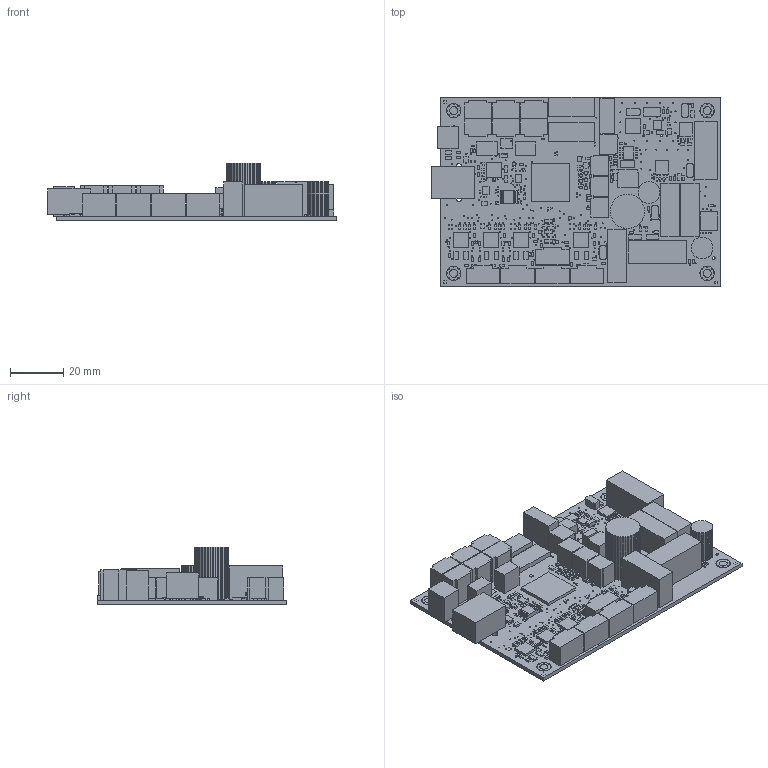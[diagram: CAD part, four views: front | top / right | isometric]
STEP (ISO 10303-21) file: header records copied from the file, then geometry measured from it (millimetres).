
FILE_DESCRIPTION(/* description */ (''),/* implementation_level */ '2;1');
FILE_NAME(/* name */ 'Mini-Rambo.stp',/* time_stamp */ '2018-02-01T16:35:47+00:00',/* author */ ('autocad'),/* organization */ (''),/* preprocessor_version */ 'ST-DEVELOPER v17',/* originating_system */ 'Autodesk Inventor 2018',/* authorisation */ '');
FILE_SCHEMA (('AUTOMOTIVE_DESIGN { 1 0 10303 214 3 1 1 }'));
Length unit declared in the file: centimetre
Products named in the file (68): Mini-Rambo; Mini-Rambo_Outline; NP; Header 5X2; 5x2 IDCw; LM25011MY/NOPB; 200K; XAL5050-153MED; 1uF; 4.7uF; OSHW_LOGO_8MILX0150-NT; BLM41PG600SN1L; 10K; 3557-2; 0395311004; 4.7nF; SMAJ30A; 470uF; CBC2012T100M; 1N4148WT; SZMM3Z4V7T1G; 1M; ADUM7441; SK310A-TP; NCV8402AD; FIDUCIAL; A4982; S3A-13-F; M02PTH; 10uF; 22r; 100uF; 10K_1; 100K; 10r; 1.8K; 5988110107F; 1K; 4.7K; C-GRID-02-70543 ...
Assembly tree (293 placements, depth 2):
  Mini-Rambo
    Mini-Rambo_Outline
    NP  x6
    Header 5X2  x2
    5x2 IDCw
    TestPoint  x73
    LM25011MY/NOPB
    10K_1  x6
    200K
    XAL5050-153MED
    SK310A-TP  x3
    4.7nF  x2
    10uF  x2
    100nF  x25
    1uF
    4.7uF
    OSHW_LOGO_8MILX0150-NT
    3557-2  x3
    BLM41PG600SN1L  x2
    100K  x8
    10r  x4
    1.8K  x4
    5988110107F  x4
    C-GRID-02-70543  x5
    C-GRID-03-70543  x6
    4.7K  x6
    1N4148WT  x8
    100nF_1  x17
    1uF_1  x7
    10K  x3
    0395311004
    SMAJ30A  x2
    470uF
    CBC2012T100M
    SZMM3Z4V7T1G
    1K  x3
    1M
    ADUM7441
    FIDUCIAL  x3
    NCV8402AD
    A4982  x4
    S3A-13-F
    M02PTH
    MPT4  x2
    22r  x2
    7M-16.000MEEQ-T  x2
    100uF  x2
    22pF  x5
    PSMN7R0-60YS,115  x2
    220nF  x4
    0.1r  x8
    MPT4_1  x3
    1K_1
    CG0603MLC-05E  x2
    PINHD-2X3  x2
    Atmega32u2
    SJ
    5988140107F  x3
    5988170107F
    Atmega2560
Bounding box: 108.28 x 71 x 21.67 mm (x, y, z)
Volume: 41065.6 mm3; surface area: 38397.6 mm2
Topology: 293 solids, 293 shells, 3503 faces, 8751 edges, 5834 vertices
Faces by surface type: plane 2790, cylinder 713
Full cylindrical faces by diameter (mm): 0.381 x569, 0.508 x1, 0.635 x1, 0.711 x3, 0.762 x6, 0.9 x30, 0.965 x16, 1.016 x59, 1.397 x8, 1.499 x2, 1.6 x12, 2.21 x2, 3 x4
Entity records: 59260 total; most frequent: DIRECTION 9871, CARTESIAN_POINT 9441, ORIENTED_EDGE 8946, EDGE_CURVE 4473, AXIS2_PLACEMENT_3D 3412, EDGE_LOOP 3051, LINE 3047, VECTOR 3047
